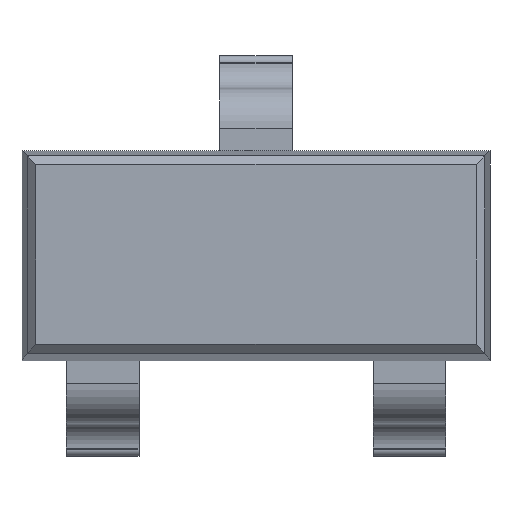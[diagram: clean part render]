
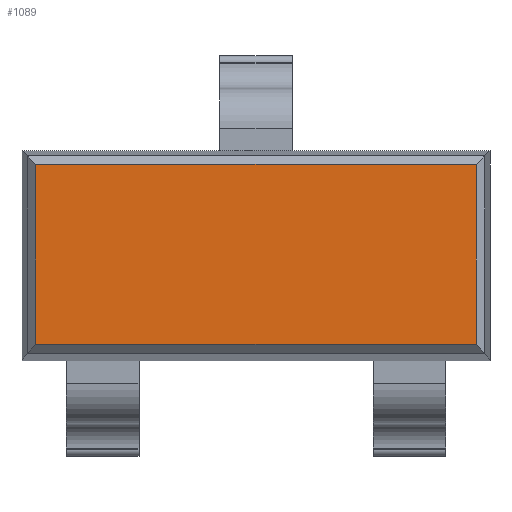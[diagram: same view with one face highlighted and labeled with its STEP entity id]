
A CAD part, top view. The second image highlights one B-rep face of the part: STEP entity #1089.
In plain terms, the highlighted planar face has unit normal (0, 0, 1).
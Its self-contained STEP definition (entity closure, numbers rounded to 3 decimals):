
#111=FACE_OUTER_BOUND('',#173,.T.);
#173=EDGE_LOOP('',(#755,#756,#757,#758));
#229=LINE('',#1654,#349);
#233=LINE('',#1662,#353);
#237=LINE('',#1670,#357);
#241=LINE('',#1677,#361);
#349=VECTOR('',#1315,10.);
#353=VECTOR('',#1321,10.);
#357=VECTOR('',#1327,10.);
#361=VECTOR('',#1333,10.);
#469=VERTEX_POINT('',#1652);
#470=VERTEX_POINT('',#1653);
#473=VERTEX_POINT('',#1661);
#476=VERTEX_POINT('',#1669);
#571=EDGE_CURVE('',#469,#470,#229,.T.);
#575=EDGE_CURVE('',#470,#473,#233,.T.);
#579=EDGE_CURVE('',#473,#476,#237,.T.);
#583=EDGE_CURVE('',#476,#469,#241,.T.);
#755=ORIENTED_EDGE('',*,*,#571,.F.);
#756=ORIENTED_EDGE('',*,*,#583,.F.);
#757=ORIENTED_EDGE('',*,*,#579,.F.);
#758=ORIENTED_EDGE('',*,*,#575,.F.);
#1045=PLANE('',#1204);
#1089=ADVANCED_FACE('',(#111),#1045,.T.);
#1204=AXIS2_PLACEMENT_3D('',#1689,#1344,#1345);
#1315=DIRECTION('',(-1.,0.,0.));
#1321=DIRECTION('',(0.,1.,0.));
#1327=DIRECTION('',(1.,0.,0.));
#1333=DIRECTION('',(0.,-1.,0.));
#1344=DIRECTION('center_axis',(0.,0.,1.));
#1345=DIRECTION('ref_axis',(1.,0.,0.));
#1652=CARTESIAN_POINT('',(1.343,-0.59,1.017));
#1653=CARTESIAN_POINT('',(-1.387,-0.59,1.017));
#1654=CARTESIAN_POINT('',(1.343,-0.59,1.017));
#1661=CARTESIAN_POINT('',(-1.387,0.525,1.017));
#1662=CARTESIAN_POINT('',(-1.387,-0.59,1.017));
#1669=CARTESIAN_POINT('',(1.343,0.525,1.017));
#1670=CARTESIAN_POINT('',(-1.387,0.525,1.017));
#1677=CARTESIAN_POINT('',(1.343,0.525,1.017));
#1689=CARTESIAN_POINT('Origin',(-0.022,-0.6,1.017));
